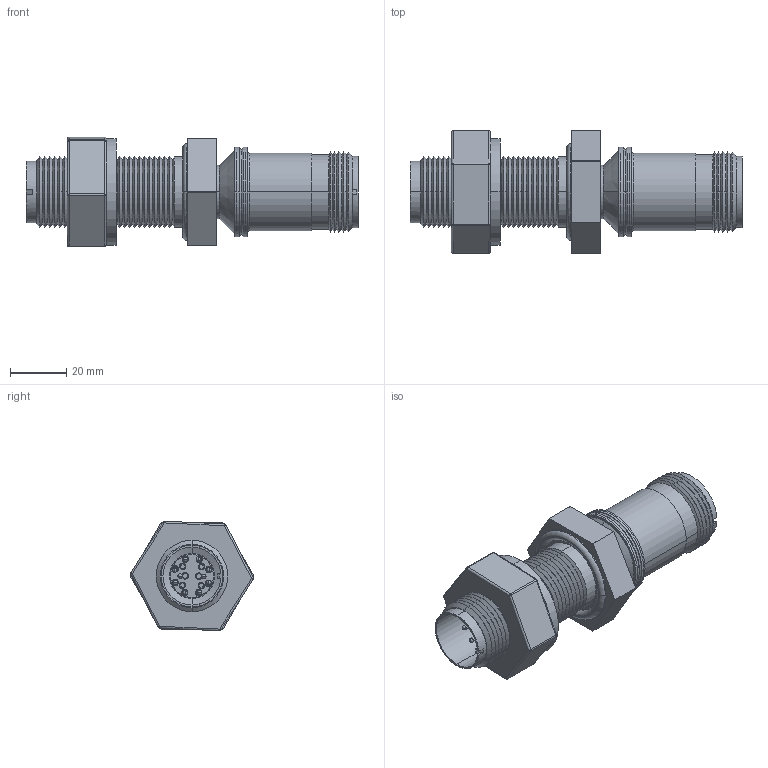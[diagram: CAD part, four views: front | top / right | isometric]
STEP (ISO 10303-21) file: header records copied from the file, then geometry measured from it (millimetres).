
FILE_DESCRIPTION (( 'STEP AP203' ), '1' );
FILE_NAME ('A3995-1-BP.STEP', '2013-03-26T12:59:08', ( '' ), ( '' ), 'SwSTEP 2.0', 'SolidWorks 2012', '' );
FILE_SCHEMA (( 'CONFIG_CONTROL_DESIGN' ));
Products named in the file (1): A3995-1-BP
Bounding box: 118.24 x 43.97 x 39.06 mm (x, y, z)
Volume: 47907.8 mm3; surface area: 47372.5 mm2
Topology: 41 solids, 41 shells, 1001 faces, 2562 edges, 1606 vertices
Faces by surface type: cylinder 407, torus 252, cone 222, plane 108, sphere 12
Entity records: 46888 total; most frequent: CARTESIAN_POINT 22674, DIRECTION 5239, ORIENTED_EDGE 5024, EDGE_CURVE 2512, AXIS2_PLACEMENT_3D 2266, VERTEX_POINT 1604, CIRCLE 1264, EDGE_LOOP 1170
